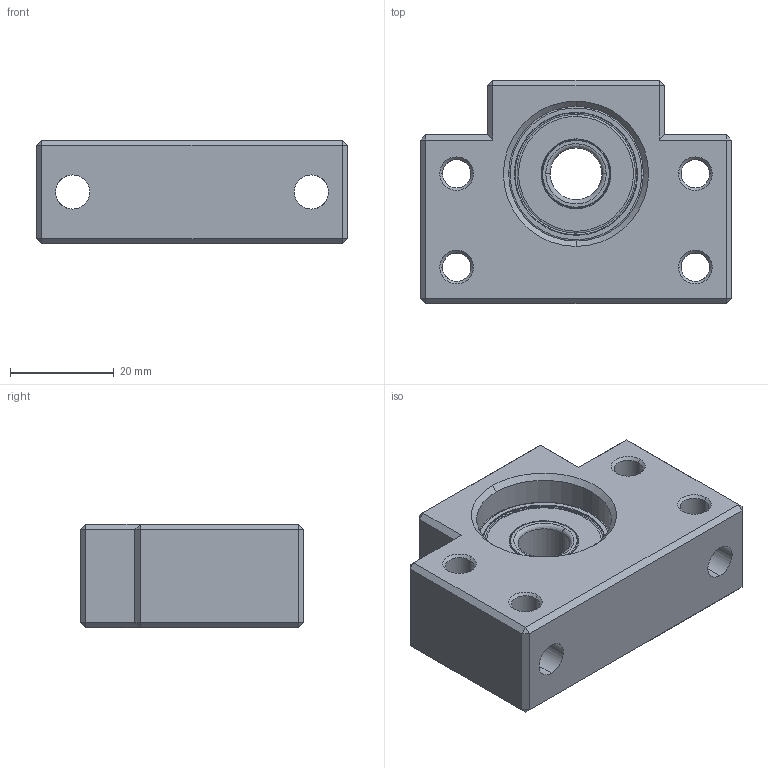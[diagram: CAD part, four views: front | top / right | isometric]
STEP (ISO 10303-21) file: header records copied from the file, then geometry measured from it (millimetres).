
FILE_DESCRIPTION (( 'STEP AP203' ), '1' );
FILE_NAME ('BF12.STEP', '2015-03-16T19:22:24', ( 'Jim Meade' ), ( 'Hewlett-Packard' ), 'SwSTEP 2.0', 'SolidWorks 2015', '' );
FILE_SCHEMA (( 'CONFIG_CONTROL_DESIGN' ));
Length unit declared in the file: millimetre
Products named in the file (1): BF12
Bounding box: 60 x 43 x 20 mm (x, y, z)
Volume: 33948.6 mm3; surface area: 14766.1 mm2
Topology: 13 solids, 13 shells, 218 faces, 534 edges, 308 vertices
Faces by surface type: bspline 78, plane 58, cylinder 54, cone 28
Entity records: 8375 total; most frequent: CARTESIAN_POINT 3599, ORIENTED_EDGE 1004, DIRECTION 966, EDGE_CURVE 502, AXIS2_PLACEMENT_3D 395, VERTEX_POINT 308, CIRCLE 254, EDGE_LOOP 246
